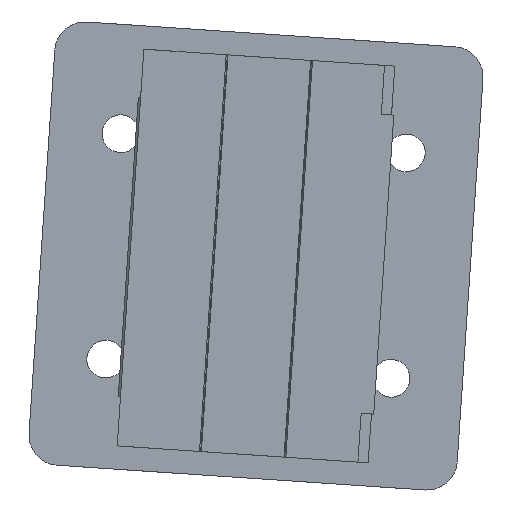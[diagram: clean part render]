
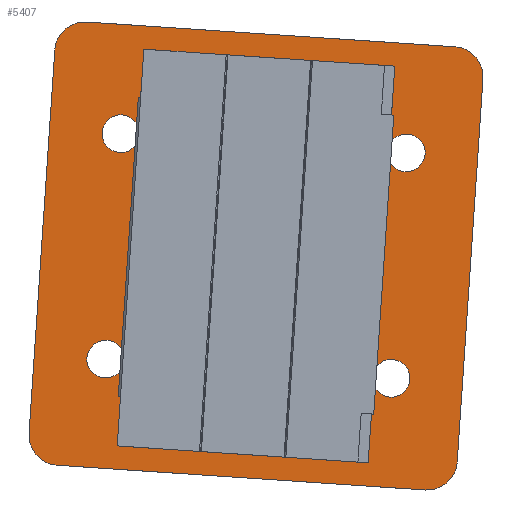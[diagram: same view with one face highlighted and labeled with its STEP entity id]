
A CAD part, front view. The second image highlights one B-rep face of the part: STEP entity #5407.
In plain terms, the highlighted face is planar.
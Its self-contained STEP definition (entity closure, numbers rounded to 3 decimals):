
#428=FACE_BOUND('',#1188,.T.);
#429=FACE_BOUND('',#1189,.T.);
#430=FACE_BOUND('',#1190,.T.);
#431=FACE_BOUND('',#1191,.T.);
#432=FACE_BOUND('',#1192,.T.);
#433=FACE_BOUND('',#1193,.T.);
#434=FACE_BOUND('',#1194,.T.);
#435=FACE_BOUND('',#1195,.T.);
#436=FACE_BOUND('',#1196,.T.);
#608=CIRCLE('',#5901,1.55);
#610=CIRCLE('',#5904,1.55);
#612=CIRCLE('',#5907,1.55);
#614=CIRCLE('',#5910,1.55);
#634=CIRCLE('',#5950,4.);
#635=CIRCLE('',#5951,4.);
#636=CIRCLE('',#5952,4.);
#637=CIRCLE('',#5953,4.);
#638=CIRCLE('',#5954,8.25);
#639=CIRCLE('',#5955,2.5);
#640=CIRCLE('',#5956,2.5);
#641=CIRCLE('',#5957,2.5);
#642=CIRCLE('',#5958,2.5);
#866=FACE_OUTER_BOUND('',#1187,.T.);
#1187=EDGE_LOOP('',(#4448,#4449,#4450,#4451,#4452,#4453,#4454,#4455));
#1188=EDGE_LOOP('',(#4456));
#1189=EDGE_LOOP('',(#4457));
#1190=EDGE_LOOP('',(#4458));
#1191=EDGE_LOOP('',(#4459));
#1192=EDGE_LOOP('',(#4460));
#1193=EDGE_LOOP('',(#4461));
#1194=EDGE_LOOP('',(#4462));
#1195=EDGE_LOOP('',(#4463));
#1196=EDGE_LOOP('',(#4464));
#1648=LINE('',#8736,#2073);
#1649=LINE('',#8740,#2074);
#1650=LINE('',#8744,#2075);
#1651=LINE('',#8747,#2076);
#2073=VECTOR('',#7188,10.);
#2074=VECTOR('',#7191,10.);
#2075=VECTOR('',#7194,10.);
#2076=VECTOR('',#7197,10.);
#2503=VERTEX_POINT('',#8615);
#2505=VERTEX_POINT('',#8621);
#2507=VERTEX_POINT('',#8627);
#2509=VERTEX_POINT('',#8633);
#2537=VERTEX_POINT('',#8732);
#2538=VERTEX_POINT('',#8733);
#2539=VERTEX_POINT('',#8735);
#2540=VERTEX_POINT('',#8737);
#2541=VERTEX_POINT('',#8739);
#2542=VERTEX_POINT('',#8741);
#2543=VERTEX_POINT('',#8743);
#2544=VERTEX_POINT('',#8745);
#2545=VERTEX_POINT('',#8748);
#2546=VERTEX_POINT('',#8750);
#2547=VERTEX_POINT('',#8752);
#2548=VERTEX_POINT('',#8754);
#2549=VERTEX_POINT('',#8756);
#3168=EDGE_CURVE('',#2503,#2503,#608,.T.);
#3171=EDGE_CURVE('',#2505,#2505,#610,.T.);
#3174=EDGE_CURVE('',#2507,#2507,#612,.T.);
#3177=EDGE_CURVE('',#2509,#2509,#614,.T.);
#3227=EDGE_CURVE('',#2537,#2538,#634,.T.);
#3228=EDGE_CURVE('',#2538,#2539,#1648,.T.);
#3229=EDGE_CURVE('',#2539,#2540,#635,.T.);
#3230=EDGE_CURVE('',#2540,#2541,#1649,.T.);
#3231=EDGE_CURVE('',#2541,#2542,#636,.T.);
#3232=EDGE_CURVE('',#2542,#2543,#1650,.T.);
#3233=EDGE_CURVE('',#2543,#2544,#637,.T.);
#3234=EDGE_CURVE('',#2544,#2537,#1651,.T.);
#3235=EDGE_CURVE('',#2545,#2545,#638,.T.);
#3236=EDGE_CURVE('',#2546,#2546,#639,.T.);
#3237=EDGE_CURVE('',#2547,#2547,#640,.T.);
#3238=EDGE_CURVE('',#2548,#2548,#641,.T.);
#3239=EDGE_CURVE('',#2549,#2549,#642,.T.);
#4448=ORIENTED_EDGE('',*,*,#3227,.T.);
#4449=ORIENTED_EDGE('',*,*,#3228,.T.);
#4450=ORIENTED_EDGE('',*,*,#3229,.T.);
#4451=ORIENTED_EDGE('',*,*,#3230,.T.);
#4452=ORIENTED_EDGE('',*,*,#3231,.T.);
#4453=ORIENTED_EDGE('',*,*,#3232,.T.);
#4454=ORIENTED_EDGE('',*,*,#3233,.T.);
#4455=ORIENTED_EDGE('',*,*,#3234,.T.);
#4456=ORIENTED_EDGE('',*,*,#3168,.T.);
#4457=ORIENTED_EDGE('',*,*,#3171,.T.);
#4458=ORIENTED_EDGE('',*,*,#3174,.T.);
#4459=ORIENTED_EDGE('',*,*,#3177,.T.);
#4460=ORIENTED_EDGE('',*,*,#3235,.T.);
#4461=ORIENTED_EDGE('',*,*,#3236,.T.);
#4462=ORIENTED_EDGE('',*,*,#3237,.T.);
#4463=ORIENTED_EDGE('',*,*,#3238,.T.);
#4464=ORIENTED_EDGE('',*,*,#3239,.T.);
#5205=PLANE('',#5949);
#5407=ADVANCED_FACE('',(#866,#428,#429,#430,#431,#432,#433,#434,#435,#436),
#5205,.F.);
#5901=AXIS2_PLACEMENT_3D('',#8617,#7055,#7056);
#5904=AXIS2_PLACEMENT_3D('',#8623,#7062,#7063);
#5907=AXIS2_PLACEMENT_3D('',#8629,#7069,#7070);
#5910=AXIS2_PLACEMENT_3D('',#8635,#7076,#7077);
#5949=AXIS2_PLACEMENT_3D('',#8731,#7184,#7185);
#5950=AXIS2_PLACEMENT_3D('',#8734,#7186,#7187);
#5951=AXIS2_PLACEMENT_3D('',#8738,#7189,#7190);
#5952=AXIS2_PLACEMENT_3D('',#8742,#7192,#7193);
#5953=AXIS2_PLACEMENT_3D('',#8746,#7195,#7196);
#5954=AXIS2_PLACEMENT_3D('',#8749,#7198,#7199);
#5955=AXIS2_PLACEMENT_3D('',#8751,#7200,#7201);
#5956=AXIS2_PLACEMENT_3D('',#8753,#7202,#7203);
#5957=AXIS2_PLACEMENT_3D('',#8755,#7204,#7205);
#5958=AXIS2_PLACEMENT_3D('',#8757,#7206,#7207);
#7055=DIRECTION('center_axis',(0.,0.,1.));
#7056=DIRECTION('ref_axis',(1.,0.,0.));
#7062=DIRECTION('center_axis',(0.,0.,1.));
#7063=DIRECTION('ref_axis',(1.,0.,0.));
#7069=DIRECTION('center_axis',(0.,0.,1.));
#7070=DIRECTION('ref_axis',(1.,0.,0.));
#7076=DIRECTION('center_axis',(0.,0.,1.));
#7077=DIRECTION('ref_axis',(1.,0.,0.));
#7184=DIRECTION('center_axis',(0.,0.,1.));
#7185=DIRECTION('ref_axis',(1.,0.,0.));
#7186=DIRECTION('center_axis',(0.,0.,-1.));
#7187=DIRECTION('ref_axis',(-0.707,0.707,0.));
#7188=DIRECTION('',(1.,0.,0.));
#7189=DIRECTION('center_axis',(0.,0.,-1.));
#7190=DIRECTION('ref_axis',(0.707,0.707,0.));
#7191=DIRECTION('',(0.,-1.,0.));
#7192=DIRECTION('center_axis',(0.,0.,-1.));
#7193=DIRECTION('ref_axis',(0.707,-0.707,0.));
#7194=DIRECTION('',(-1.,0.,0.));
#7195=DIRECTION('center_axis',(0.,0.,-1.));
#7196=DIRECTION('ref_axis',(-0.707,-0.707,0.));
#7197=DIRECTION('',(0.,1.,0.));
#7198=DIRECTION('center_axis',(0.,0.,1.));
#7199=DIRECTION('ref_axis',(1.,0.,0.));
#7200=DIRECTION('center_axis',(0.,0.,1.));
#7201=DIRECTION('ref_axis',(1.,0.,0.));
#7202=DIRECTION('center_axis',(0.,0.,1.));
#7203=DIRECTION('ref_axis',(1.,0.,0.));
#7204=DIRECTION('center_axis',(0.,0.,1.));
#7205=DIRECTION('ref_axis',(1.,0.,0.));
#7206=DIRECTION('center_axis',(0.,0.,1.));
#7207=DIRECTION('ref_axis',(1.,0.,0.));
#8615=CARTESIAN_POINT('',(-14.55,-13.,-4.));
#8617=CARTESIAN_POINT('Origin',(-13.,-13.,-4.));
#8621=CARTESIAN_POINT('',(11.45,13.,-4.));
#8623=CARTESIAN_POINT('Origin',(13.,13.,-4.));
#8627=CARTESIAN_POINT('',(11.45,-13.,-4.));
#8629=CARTESIAN_POINT('Origin',(13.,-13.,-4.));
#8633=CARTESIAN_POINT('',(-14.55,13.,-4.));
#8635=CARTESIAN_POINT('Origin',(-13.,13.,-4.));
#8731=CARTESIAN_POINT('Origin',(0.,0.,
-4.));
#8732=CARTESIAN_POINT('',(-29.5,24.5,-4.));
#8733=CARTESIAN_POINT('',(-25.5,28.5,-4.));
#8734=CARTESIAN_POINT('Origin',(-25.5,24.5,-4.));
#8735=CARTESIAN_POINT('',(25.5,28.5,-4.));
#8736=CARTESIAN_POINT('',(29.5,28.5,-4.));
#8737=CARTESIAN_POINT('',(29.5,24.5,-4.));
#8738=CARTESIAN_POINT('Origin',(25.5,24.5,-4.));
#8739=CARTESIAN_POINT('',(29.5,-24.5,-4.));
#8740=CARTESIAN_POINT('',(29.5,-28.5,-4.));
#8741=CARTESIAN_POINT('',(25.5,-28.5,-4.));
#8742=CARTESIAN_POINT('Origin',(25.5,-24.5,-4.));
#8743=CARTESIAN_POINT('',(-25.5,-28.5,-4.));
#8744=CARTESIAN_POINT('',(-29.5,-28.5,-4.));
#8745=CARTESIAN_POINT('',(-29.5,-24.5,-4.));
#8746=CARTESIAN_POINT('Origin',(-25.5,-24.5,-4.));
#8747=CARTESIAN_POINT('',(-29.5,28.5,-4.));
#8748=CARTESIAN_POINT('',(-8.25,0.,-4.));
#8749=CARTESIAN_POINT('Origin',(0.,0.,-4.));
#8750=CARTESIAN_POINT('',(12.5,19.,-4.));
#8751=CARTESIAN_POINT('Origin',(15.,19.,-4.));
#8752=CARTESIAN_POINT('',(-17.5,-19.,-4.));
#8753=CARTESIAN_POINT('Origin',(-15.,-19.,-4.));
#8754=CARTESIAN_POINT('',(12.5,-19.,-4.));
#8755=CARTESIAN_POINT('Origin',(15.,-19.,-4.));
#8756=CARTESIAN_POINT('',(-17.5,19.,-4.));
#8757=CARTESIAN_POINT('Origin',(-15.,19.,-4.));
